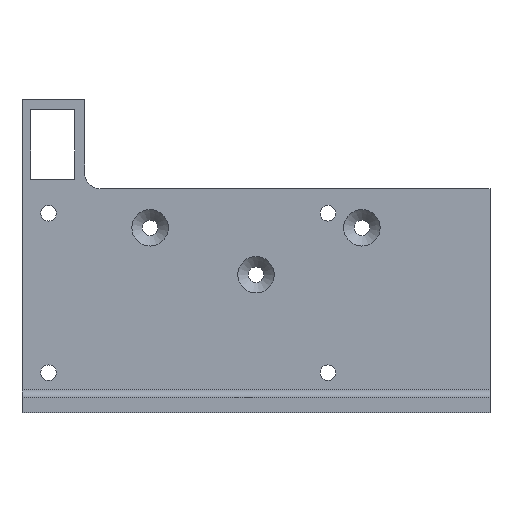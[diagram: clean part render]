
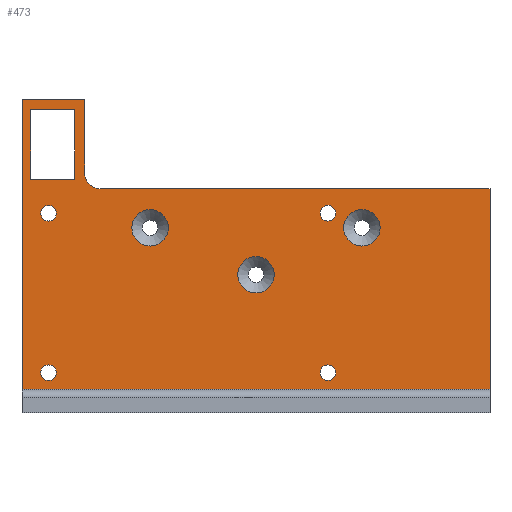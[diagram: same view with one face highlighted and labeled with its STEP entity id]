
A CAD part, front view. The second image highlights one B-rep face of the part: STEP entity #473.
In plain terms, the highlighted planar face has unit normal (0, -1, 0).
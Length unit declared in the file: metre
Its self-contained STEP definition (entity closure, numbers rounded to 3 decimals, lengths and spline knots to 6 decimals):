
#32=CIRCLE('',#521,0.0015);
#33=CIRCLE('',#522,0.0015);
#34=CIRCLE('',#523,0.0015);
#35=CIRCLE('',#524,0.0015);
#36=CIRCLE('',#525,0.0035);
#37=CIRCLE('',#526,0.0035);
#38=CIRCLE('',#527,0.0035);
#39=CIRCLE('',#528,0.003);
#93=ORIENTED_EDGE('',*,*,#204,.F.);
#94=ORIENTED_EDGE('',*,*,#205,.F.);
#95=ORIENTED_EDGE('',*,*,#206,.F.);
#96=ORIENTED_EDGE('',*,*,#207,.F.);
#97=ORIENTED_EDGE('',*,*,#208,.T.);
#98=ORIENTED_EDGE('',*,*,#209,.T.);
#99=ORIENTED_EDGE('',*,*,#210,.T.);
#100=ORIENTED_EDGE('',*,*,#178,.F.);
#101=ORIENTED_EDGE('',*,*,#211,.T.);
#102=ORIENTED_EDGE('',*,*,#182,.F.);
#103=ORIENTED_EDGE('',*,*,#189,.F.);
#104=ORIENTED_EDGE('',*,*,#212,.T.);
#105=ORIENTED_EDGE('',*,*,#190,.T.);
#106=ORIENTED_EDGE('',*,*,#201,.F.);
#107=ORIENTED_EDGE('',*,*,#165,.F.);
#108=ORIENTED_EDGE('',*,*,#169,.F.);
#109=ORIENTED_EDGE('',*,*,#172,.F.);
#110=ORIENTED_EDGE('',*,*,#199,.F.);
#165=EDGE_CURVE('',#224,#225,#269,.T.);
#169=EDGE_CURVE('',#227,#224,#273,.T.);
#172=EDGE_CURVE('',#229,#227,#276,.T.);
#178=EDGE_CURVE('',#235,#236,#281,.T.);
#182=EDGE_CURVE('',#239,#240,#285,.T.);
#189=EDGE_CURVE('',#245,#239,#291,.T.);
#190=EDGE_CURVE('',#246,#247,#292,.T.);
#199=EDGE_CURVE('',#225,#229,#297,.T.);
#201=EDGE_CURVE('',#236,#247,#299,.T.);
#204=EDGE_CURVE('',#256,#256,#32,.T.);
#205=EDGE_CURVE('',#257,#257,#33,.T.);
#206=EDGE_CURVE('',#258,#258,#34,.T.);
#207=EDGE_CURVE('',#259,#259,#35,.T.);
#208=EDGE_CURVE('',#260,#260,#36,.F.);
#209=EDGE_CURVE('',#261,#261,#37,.F.);
#210=EDGE_CURVE('',#262,#262,#38,.F.);
#211=EDGE_CURVE('',#235,#240,#300,.T.);
#212=EDGE_CURVE('',#245,#246,#39,.F.);
#224=VERTEX_POINT('',#687);
#225=VERTEX_POINT('',#689);
#227=VERTEX_POINT('',#695);
#229=VERTEX_POINT('',#701);
#235=VERTEX_POINT('',#714);
#236=VERTEX_POINT('',#716);
#239=VERTEX_POINT('',#723);
#240=VERTEX_POINT('',#725);
#245=VERTEX_POINT('',#737);
#246=VERTEX_POINT('',#741);
#247=VERTEX_POINT('',#742);
#256=VERTEX_POINT('',#771);
#257=VERTEX_POINT('',#773);
#258=VERTEX_POINT('',#775);
#259=VERTEX_POINT('',#777);
#260=VERTEX_POINT('',#779);
#261=VERTEX_POINT('',#781);
#262=VERTEX_POINT('',#783);
#269=LINE('',#688,#307);
#273=LINE('',#696,#311);
#276=LINE('',#702,#314);
#281=LINE('',#715,#319);
#285=LINE('',#724,#323);
#291=LINE('',#738,#329);
#292=LINE('',#740,#330);
#297=LINE('',#760,#335);
#299=LINE('',#763,#337);
#300=LINE('',#784,#338);
#307=VECTOR('',#553,1.);
#311=VECTOR('',#559,1.);
#314=VECTOR('',#564,1.);
#319=VECTOR('',#573,1.);
#323=VECTOR('',#579,1.);
#329=VECTOR('',#589,1.);
#330=VECTOR('',#592,1.);
#335=VECTOR('',#611,1.);
#337=VECTOR('',#615,1.);
#338=VECTOR('',#638,1.);
#358=EDGE_LOOP('',(#93));
#359=EDGE_LOOP('',(#94));
#360=EDGE_LOOP('',(#95));
#361=EDGE_LOOP('',(#96));
#362=EDGE_LOOP('',(#97));
#363=EDGE_LOOP('',(#98));
#364=EDGE_LOOP('',(#99));
#365=EDGE_LOOP('',(#100,#101,#102,#103,#104,#105,#106));
#366=EDGE_LOOP('',(#107,#108,#109,#110));
#410=FACE_BOUND('',#358,.T.);
#411=FACE_BOUND('',#359,.T.);
#412=FACE_BOUND('',#360,.T.);
#413=FACE_BOUND('',#361,.T.);
#414=FACE_BOUND('',#362,.T.);
#415=FACE_BOUND('',#363,.T.);
#416=FACE_BOUND('',#364,.T.);
#417=FACE_BOUND('',#365,.T.);
#418=FACE_BOUND('',#366,.T.);
#456=PLANE('',#520);
#473=ADVANCED_FACE('',(#410,#411,#412,#413,#414,#415,#416,#417,#418),#456,
 .T.);
#520=AXIS2_PLACEMENT_3D('',#769,#622,#623);
#521=AXIS2_PLACEMENT_3D('',#770,#624,#625);
#522=AXIS2_PLACEMENT_3D('',#772,#626,#627);
#523=AXIS2_PLACEMENT_3D('',#774,#628,#629);
#524=AXIS2_PLACEMENT_3D('',#776,#630,#631);
#525=AXIS2_PLACEMENT_3D('',#778,#632,#633);
#526=AXIS2_PLACEMENT_3D('',#780,#634,#635);
#527=AXIS2_PLACEMENT_3D('',#782,#636,#637);
#528=AXIS2_PLACEMENT_3D('',#785,#639,#640);
#553=DIRECTION('',(0.,0.,-1.));
#559=DIRECTION('',(-1.,0.,0.));
#564=DIRECTION('',(0.,0.,1.));
#573=DIRECTION('',(0.,0.,1.));
#579=DIRECTION('',(0.,0.,-1.));
#589=DIRECTION('',(1.,0.,0.));
#592=DIRECTION('',(0.,0.,1.));
#611=DIRECTION('',(1.,0.,0.));
#615=DIRECTION('',(1.,0.,0.));
#622=DIRECTION('',(0.,-1.,0.));
#623=DIRECTION('',(1.,0.,0.));
#624=DIRECTION('',(0.,-1.,0.));
#625=DIRECTION('',(1.,0.,0.));
#626=DIRECTION('',(0.,-1.,0.));
#627=DIRECTION('',(1.,0.,0.));
#628=DIRECTION('',(0.,-1.,0.));
#629=DIRECTION('',(1.,0.,0.));
#630=DIRECTION('',(0.,-1.,0.));
#631=DIRECTION('',(1.,0.,0.));
#632=DIRECTION('',(0.,-1.,0.));
#633=DIRECTION('',(1.,0.,0.));
#634=DIRECTION('',(0.,-1.,0.));
#635=DIRECTION('',(1.,0.,0.));
#636=DIRECTION('',(0.,-1.,0.));
#637=DIRECTION('',(1.,0.,0.));
#638=DIRECTION('',(1.,0.,0.));
#639=DIRECTION('',(0.,-1.,0.));
#640=DIRECTION('',(1.,0.,0.));
#687=CARTESIAN_POINT('',(-0.043259,-0.0718,0.028688));
#688=CARTESIAN_POINT('',(-0.043259,-0.0718,0.015462));
#689=CARTESIAN_POINT('',(-0.043259,-0.0718,0.015312));
#695=CARTESIAN_POINT('',(-0.034741,-0.0718,0.028688));
#696=CARTESIAN_POINT('',(-0.039,-0.0718,0.028688));
#701=CARTESIAN_POINT('',(-0.034741,-0.0718,0.015312));
#702=CARTESIAN_POINT('',(-0.034741,-0.0718,0.028538));
#714=CARTESIAN_POINT('',(-0.0449,-0.0718,-0.025));
#715=CARTESIAN_POINT('',(-0.0449,-0.0718,0.022094));
#716=CARTESIAN_POINT('',(-0.0449,-0.0718,0.030688));
#723=CARTESIAN_POINT('',(0.0449,-0.0718,0.0135));
#724=CARTESIAN_POINT('',(0.0449,-0.0718,-0.0065));
#725=CARTESIAN_POINT('',(0.0449,-0.0718,-0.025));
#737=CARTESIAN_POINT('',(-0.029882,-0.0718,0.0135));
#738=CARTESIAN_POINT('',(0.006009,-0.0718,0.0135));
#740=CARTESIAN_POINT('',(-0.032882,-0.0718,0.022094));
#741=CARTESIAN_POINT('',(-0.032882,-0.0718,0.0165));
#742=CARTESIAN_POINT('',(-0.032882,-0.0718,0.030688));
#760=CARTESIAN_POINT('',(-0.039,-0.0718,0.015312));
#763=CARTESIAN_POINT('',(-0.038891,-0.0718,0.030688));
#769=CARTESIAN_POINT('',(0.,-0.0718,0.000594));
#770=CARTESIAN_POINT('',(-0.0398,-0.0718,-0.0218));
#771=CARTESIAN_POINT('',(-0.0383,-0.0718,-0.0218));
#772=CARTESIAN_POINT('',(0.0138,-0.0718,-0.0218));
#773=CARTESIAN_POINT('',(0.0153,-0.0718,-0.0218));
#774=CARTESIAN_POINT('',(0.0138,-0.0718,0.0088));
#775=CARTESIAN_POINT('',(0.0153,-0.0718,0.0088));
#776=CARTESIAN_POINT('',(-0.0398,-0.0718,0.0088));
#777=CARTESIAN_POINT('',(-0.0383,-0.0718,0.0088));
#778=CARTESIAN_POINT('',(0.,-0.0718,-0.003));
#779=CARTESIAN_POINT('',(0.0035,-0.0718,-0.003));
#780=CARTESIAN_POINT('',(0.020325,-0.0718,0.006));
#781=CARTESIAN_POINT('',(0.023825,-0.0718,0.006));
#782=CARTESIAN_POINT('',(-0.020325,-0.0718,0.006));
#783=CARTESIAN_POINT('',(-0.016825,-0.0718,0.006));
#784=CARTESIAN_POINT('',(0.0449,-0.0718,-0.025));
#785=CARTESIAN_POINT('',(-0.029882,-0.0718,0.0165));
